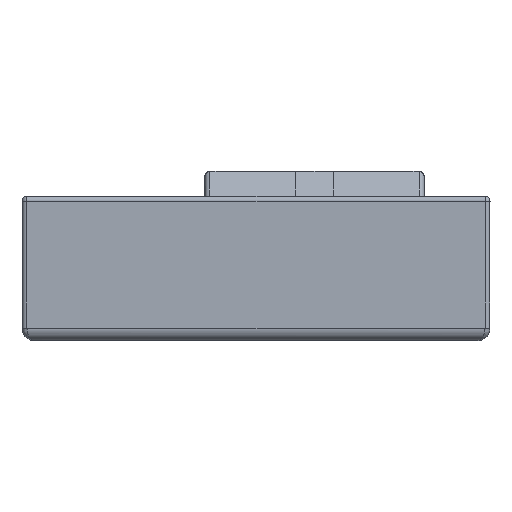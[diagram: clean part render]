
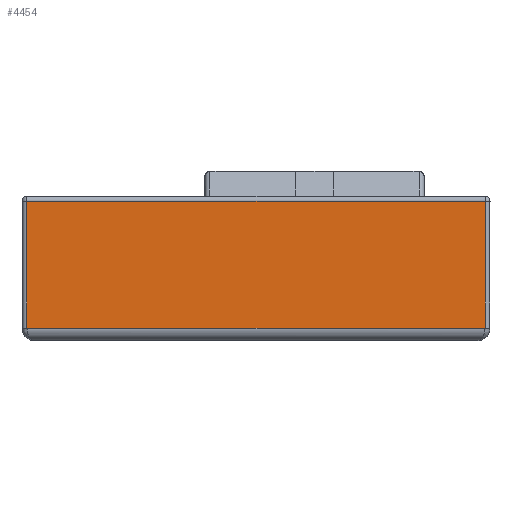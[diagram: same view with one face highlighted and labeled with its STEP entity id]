
A CAD part, left-side view. The second image highlights one B-rep face of the part: STEP entity #4454.
In plain terms, the highlighted planar face has unit normal (-1, 0, 0).
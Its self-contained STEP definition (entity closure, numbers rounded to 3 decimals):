
#506=DIRECTION('',(0.,0.,1.));
#507=VECTOR('',#506,5.1);
#508=CARTESIAN_POINT('',(-10.8,-9.2,
0.5));
#509=LINE('',#508,#507);
#554=DIRECTION('',(0.,-1.,0.));
#555=VECTOR('',#554,18.4);
#556=CARTESIAN_POINT('',(-10.8,9.2,0.5));
#557=LINE('',#556,#555);
#568=DIRECTION('',(0.,1.,0.));
#569=VECTOR('',#568,18.4);
#570=CARTESIAN_POINT('',(-10.8,-9.2,5.6));
#571=LINE('',#570,#569);
#2559=DIRECTION('',(0.,0.,-1.));
#2560=VECTOR('',#2559,5.1);
#2561=CARTESIAN_POINT('',(-10.8,9.2,5.6));
#2562=LINE('',#2561,#2560);
#3525=CARTESIAN_POINT('',(-10.8,-9.2,0.5));
#3526=VERTEX_POINT('',#3525);
#3527=CARTESIAN_POINT('',(-10.8,-9.2,5.6));
#3528=VERTEX_POINT('',#3527);
#3529=CARTESIAN_POINT('',(-10.8,9.2,
0.5));
#3530=VERTEX_POINT('',#3529);
#3531=CARTESIAN_POINT('',(-10.8,9.2,5.6));
#3532=VERTEX_POINT('',#3531);
#4441=CARTESIAN_POINT('',(-10.8,-9.4,1.3));
#4442=DIRECTION('',(1.,0.,0.));
#4443=DIRECTION('',(0.,0.,-1.));
#4444=AXIS2_PLACEMENT_3D('',#4441,#4442,#4443);
#4445=PLANE('',#4444);
#4447=ORIENTED_EDGE('',*,*,#4446,.F.);
#4448=ORIENTED_EDGE('',*,*,#4291,.F.);
#4449=ORIENTED_EDGE('',*,*,#4425,.F.);
#4451=ORIENTED_EDGE('',*,*,#4450,.F.);
#4452=EDGE_LOOP('',(#4447,#4448,#4449,#4451));
#4453=FACE_OUTER_BOUND('',#4452,.F.);
#4291=EDGE_CURVE('',#3526,#3528,#509,.T.);
#4425=EDGE_CURVE('',#3530,#3526,#557,.T.);
#4446=EDGE_CURVE('',#3528,#3532,#571,.T.);
#4450=EDGE_CURVE('',#3532,#3530,#2562,.T.);
#4454=ADVANCED_FACE('',(#4453),#4445,.F.);
